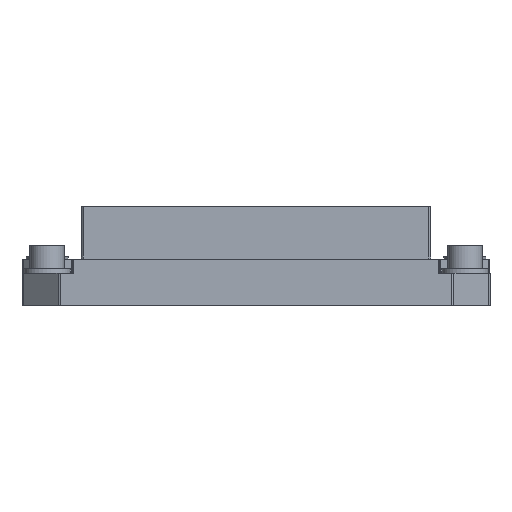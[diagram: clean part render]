
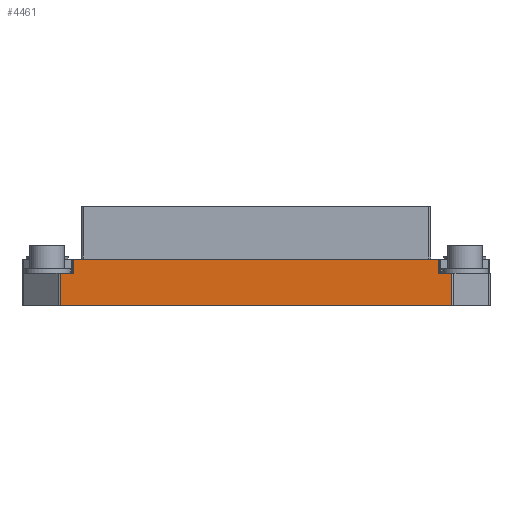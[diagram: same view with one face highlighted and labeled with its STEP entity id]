
A CAD part, front view. The second image highlights one B-rep face of the part: STEP entity #4461.
In plain terms, the highlighted planar face has unit normal (0, -1, 0).
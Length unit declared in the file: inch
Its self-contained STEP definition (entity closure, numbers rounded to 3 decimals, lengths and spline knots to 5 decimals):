
#513=FACE_OUTER_BOUND('',#779,.T.);
#779=EDGE_LOOP('',(#3366,#3367,#3368,#3369,#3370,#3371,#3372,#3373));
#1094=LINE('',#6462,#1451);
#1095=LINE('',#6467,#1452);
#1109=LINE('',#6504,#1466);
#1111=LINE('',#6507,#1468);
#1112=LINE('',#6510,#1469);
#1113=LINE('',#6512,#1470);
#1114=LINE('',#6514,#1471);
#1115=LINE('',#6515,#1472);
#1451=VECTOR('',#5458,0.3937);
#1452=VECTOR('',#5465,0.3937);
#1466=VECTOR('',#5493,0.3937);
#1468=VECTOR('',#5497,0.3937);
#1469=VECTOR('',#5500,0.3937);
#1470=VECTOR('',#5501,0.3937);
#1471=VECTOR('',#5502,0.3937);
#1472=VECTOR('',#5503,0.3937);
#1974=VERTEX_POINT('',#6459);
#1975=VERTEX_POINT('',#6461);
#1976=VERTEX_POINT('',#6465);
#1991=VERTEX_POINT('',#6501);
#1992=VERTEX_POINT('',#6503);
#1993=VERTEX_POINT('',#6509);
#1994=VERTEX_POINT('',#6511);
#1995=VERTEX_POINT('',#6513);
#2484=EDGE_CURVE('',#1975,#1974,#1094,.T.);
#2487=EDGE_CURVE('',#1975,#1976,#1095,.T.);
#2505=EDGE_CURVE('',#1992,#1991,#1109,.T.);
#2507=EDGE_CURVE('',#1992,#1974,#1111,.T.);
#2508=EDGE_CURVE('',#1993,#1991,#1112,.T.);
#2509=EDGE_CURVE('',#1993,#1994,#1113,.T.);
#2510=EDGE_CURVE('',#1995,#1994,#1114,.T.);
#2511=EDGE_CURVE('',#1995,#1976,#1115,.T.);
#3366=ORIENTED_EDGE('',*,*,#2487,.F.);
#3367=ORIENTED_EDGE('',*,*,#2484,.T.);
#3368=ORIENTED_EDGE('',*,*,#2507,.F.);
#3369=ORIENTED_EDGE('',*,*,#2505,.T.);
#3370=ORIENTED_EDGE('',*,*,#2508,.F.);
#3371=ORIENTED_EDGE('',*,*,#2509,.T.);
#3372=ORIENTED_EDGE('',*,*,#2510,.F.);
#3373=ORIENTED_EDGE('',*,*,#2511,.T.);
#4327=PLANE('',#4840);
#4461=ADVANCED_FACE('',(#513),#4327,.T.);
#4840=AXIS2_PLACEMENT_3D('',#6508,#5498,#5499);
#5458=DIRECTION('',(1.,0.,0.));
#5465=DIRECTION('',(0.,0.,1.));
#5493=DIRECTION('',(1.,0.,0.));
#5497=DIRECTION('',(0.,0.,1.));
#5498=DIRECTION('center_axis',(0.,-1.,0.));
#5499=DIRECTION('ref_axis',(0.,0.,
-1.));
#5500=DIRECTION('',(0.,0.,-1.));
#5501=DIRECTION('',(1.,0.,0.));
#5502=DIRECTION('',(0.,0.,-1.));
#5503=DIRECTION('',(-1.,0.,0.));
#6459=CARTESIAN_POINT('',(-4.455,-0.47374,-0.24476));
#6461=CARTESIAN_POINT('',(-4.59343,-0.47374,-0.24476));
#6462=CARTESIAN_POINT('',(-3.80612,-0.47374,-0.24476));
#6465=CARTESIAN_POINT('',(-4.59343,-0.47374,0.1));
#6467=CARTESIAN_POINT('',(-4.59343,-0.47374,-0.12636));
#6501=CARTESIAN_POINT('',(-0.525,-0.47374,-0.4));
#6503=CARTESIAN_POINT('',(-4.455,-0.47374,-0.4));
#6504=CARTESIAN_POINT('',(-1.80612,-0.47374,-0.4));
#6507=CARTESIAN_POINT('',(-4.455,-0.47374,-0.18261));
#6508=CARTESIAN_POINT('Origin',(-3.12224,-0.47374,-0.11847));
#6509=CARTESIAN_POINT('',(-0.525,-0.47374,-0.24476));
#6510=CARTESIAN_POINT('',(-0.525,-0.47374,-0.18261));
#6511=CARTESIAN_POINT('',(-0.38657,-0.47374,-0.24476));
#6512=CARTESIAN_POINT('',(-1.80612,-0.47374,-0.24476));
#6513=CARTESIAN_POINT('',(-0.38657,-0.47374,0.1));
#6514=CARTESIAN_POINT('',(-0.38657,-0.47374,-0.12636));
#6515=CARTESIAN_POINT('',(-3.80612,-0.47374,0.1));
